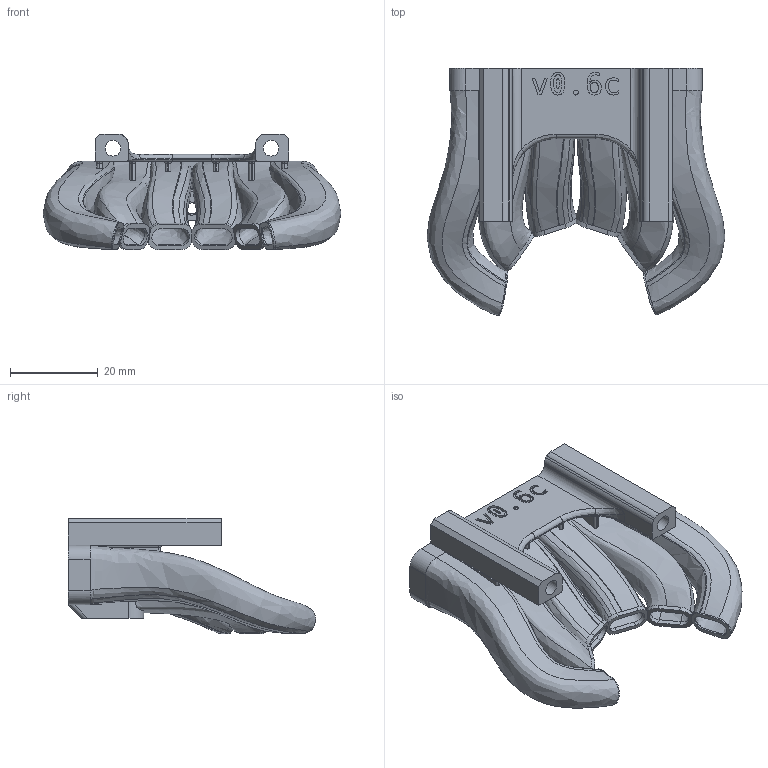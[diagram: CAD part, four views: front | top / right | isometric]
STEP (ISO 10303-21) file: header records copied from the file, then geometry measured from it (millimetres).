
FILE_DESCRIPTION(/* description */ ('','CAx-IF Rec.Pracs.---Representation and Presentation of Product Manufacturing Information (PMI)---4.0---2014-10-13'),/* implementation_level */ '2;1');
FILE_NAME(/* name */ 'OSR Kraken Takoto v1.step',/* time_stamp */ '2025-01-17T14:34:35-08:00',/* author */ (''),/* organization */ (''),/* preprocessor_version */ 'ST-DEVELOPER v20',/* originating_system */ 'Autodesk Translation Framework v13.20.0.188',/* authorisation */ '');
FILE_SCHEMA (('AP242_MANAGED_MODEL_BASED_3D_ENGINEERING_MIM_LF { 1 0 10303 442 1 1 4 }'));
Products named in the file (2): Beacon; kraken
Assembly tree (1 placements, depth 2):
  Beacon
    kraken
Bounding box: 67.82 x 56.31 x 26.35 mm (x, y, z)
Volume: 12923.3 mm3; surface area: 20363.5 mm2
Topology: 1 solids, 1 shells, 552 faces, 1596 edges, 1044 vertices
Faces by surface type: bspline 224, cylinder 151, plane 145, torus 32
Full cylindrical faces by diameter (mm): 2.529 x9, 3.086 x9, 3.6 x2, 4.7 x4
Entity records: 42413 total; most frequent: CARTESIAN_POINT 29482, ORIENTED_EDGE 3180, DIRECTION 1928, EDGE_CURVE 1590, VERTEX_POINT 1044, AXIS2_PLACEMENT_3D 652, B_SPLINE_CURVE_WITH_KNOTS 645, LINE 624
